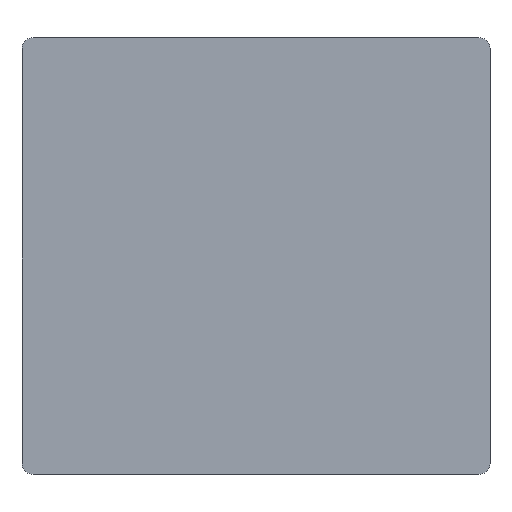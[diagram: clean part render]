
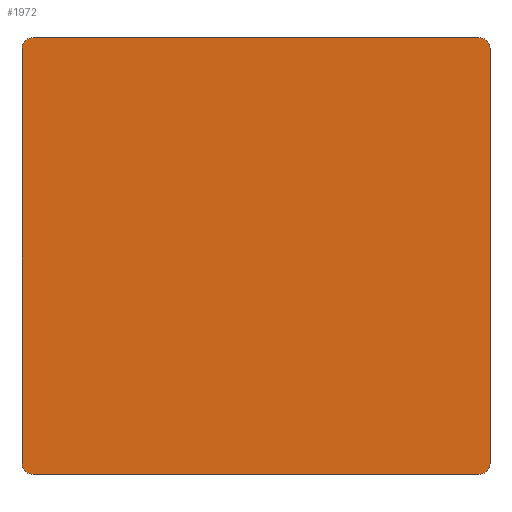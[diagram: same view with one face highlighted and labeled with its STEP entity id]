
A CAD part, top view. The second image highlights one B-rep face of the part: STEP entity #1972.
In plain terms, the highlighted planar face has unit normal (0, 0, 1).
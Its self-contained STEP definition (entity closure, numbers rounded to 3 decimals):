
#1782 = VERTEX_POINT('',#1783);
#1783 = CARTESIAN_POINT('',(-3.8,1.,22.6));
#1789 = EDGE_CURVE('',#1782,#1790,#1792,.T.);
#1790 = VERTEX_POINT('',#1791);
#1791 = CARTESIAN_POINT('',(-3.8,-74.,22.6));
#1792 = LINE('',#1793,#1794);
#1793 = CARTESIAN_POINT('',(-3.8,3.,22.6));
#1794 = VECTOR('',#1795,1.);
#1795 = DIRECTION('',(0.,-1.,0.));
#1813 = VERTEX_POINT('',#1814);
#1814 = CARTESIAN_POINT('',(-1.8,3.,22.6));
#1820 = EDGE_CURVE('',#1782,#1813,#1821,.T.);
#1821 = CIRCLE('',#1822,2.);
#1822 = AXIS2_PLACEMENT_3D('',#1823,#1824,#1825);
#1823 = CARTESIAN_POINT('',(-1.8,1.,22.6));
#1824 = DIRECTION('',(-0.,-0.,-1.));
#1825 = DIRECTION('',(0.,-1.,0.));
#1838 = VERTEX_POINT('',#1839);
#1839 = CARTESIAN_POINT('',(-1.8,-76.,22.6));
#1845 = EDGE_CURVE('',#1790,#1838,#1846,.T.);
#1846 = CIRCLE('',#1847,2.);
#1847 = AXIS2_PLACEMENT_3D('',#1848,#1849,#1850);
#1848 = CARTESIAN_POINT('',(-1.8,-74.,22.6));
#1849 = DIRECTION('',(-0.,0.,1.));
#1850 = DIRECTION('',(0.,-1.,0.));
#1863 = VERTEX_POINT('',#1864);
#1864 = CARTESIAN_POINT('',(78.8,3.,22.6));
#1870 = EDGE_CURVE('',#1863,#1813,#1871,.T.);
#1871 = LINE('',#1872,#1873);
#1872 = CARTESIAN_POINT('',(80.8,3.,22.6));
#1873 = VECTOR('',#1874,1.);
#1874 = DIRECTION('',(-1.,0.,0.));
#1887 = EDGE_CURVE('',#1838,#1888,#1890,.T.);
#1888 = VERTEX_POINT('',#1889);
#1889 = CARTESIAN_POINT('',(78.8,-76.,22.6));
#1890 = LINE('',#1891,#1892);
#1891 = CARTESIAN_POINT('',(-3.8,-76.,22.6));
#1892 = VECTOR('',#1893,1.);
#1893 = DIRECTION('',(1.,0.,0.));
#1911 = EDGE_CURVE('',#1912,#1863,#1914,.T.);
#1912 = VERTEX_POINT('',#1913);
#1913 = CARTESIAN_POINT('',(80.8,1.,22.6));
#1914 = CIRCLE('',#1915,2.);
#1915 = AXIS2_PLACEMENT_3D('',#1916,#1917,#1918);
#1916 = CARTESIAN_POINT('',(78.8,1.,22.6));
#1917 = DIRECTION('',(-0.,0.,1.));
#1918 = DIRECTION('',(0.,-1.,0.));
#1936 = VERTEX_POINT('',#1937);
#1937 = CARTESIAN_POINT('',(80.8,-74.,22.6));
#1943 = EDGE_CURVE('',#1888,#1936,#1944,.T.);
#1944 = CIRCLE('',#1945,2.);
#1945 = AXIS2_PLACEMENT_3D('',#1946,#1947,#1948);
#1946 = CARTESIAN_POINT('',(78.8,-74.,22.6));
#1947 = DIRECTION('',(-0.,0.,1.));
#1948 = DIRECTION('',(0.,-1.,0.));
#1961 = EDGE_CURVE('',#1936,#1912,#1962,.T.);
#1962 = LINE('',#1963,#1964);
#1963 = CARTESIAN_POINT('',(80.8,-76.,22.6));
#1964 = VECTOR('',#1965,1.);
#1965 = DIRECTION('',(0.,1.,0.));
#1972 = ADVANCED_FACE('',(#1973),#1983,.T.);
#1973 = FACE_BOUND('',#1974,.T.);
#1974 = EDGE_LOOP('',(#1975,#1976,#1977,#1978,#1979,#1980,#1981,#1982));
#1975 = ORIENTED_EDGE('',*,*,#1789,.T.);
#1976 = ORIENTED_EDGE('',*,*,#1845,.T.);
#1977 = ORIENTED_EDGE('',*,*,#1887,.T.);
#1978 = ORIENTED_EDGE('',*,*,#1943,.T.);
#1979 = ORIENTED_EDGE('',*,*,#1961,.T.);
#1980 = ORIENTED_EDGE('',*,*,#1911,.T.);
#1981 = ORIENTED_EDGE('',*,*,#1870,.T.);
#1982 = ORIENTED_EDGE('',*,*,#1820,.F.);
#1983 = PLANE('',#1984);
#1984 = AXIS2_PLACEMENT_3D('',#1985,#1986,#1987);
#1985 = CARTESIAN_POINT('',(38.5,-36.5,22.6));
#1986 = DIRECTION('',(0.,0.,1.));
#1987 = DIRECTION('',(1.,0.,0.));
